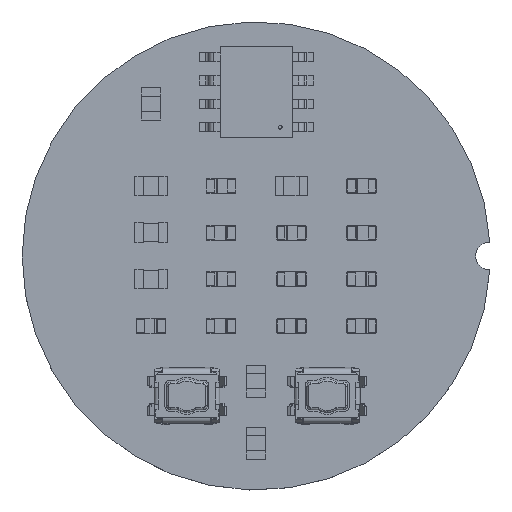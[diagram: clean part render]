
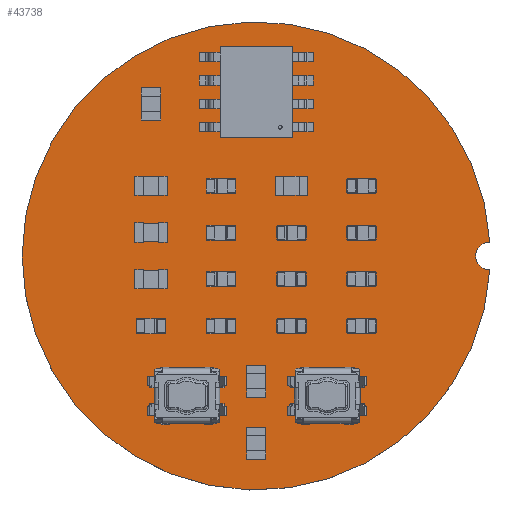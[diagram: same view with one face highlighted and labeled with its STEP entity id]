
A CAD part, top view. The second image highlights one B-rep face of the part: STEP entity #43738.
In plain terms, the highlighted planar face has unit normal (0, 0, 1).
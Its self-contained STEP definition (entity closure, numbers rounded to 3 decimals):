
#43558 = VERTEX_POINT('',#43559);
#43559 = CARTESIAN_POINT('',(12.694,0.75,1.6));
#43566 = CYLINDRICAL_SURFACE('',#43567,0.75);
#43567 = AXIS2_PLACEMENT_3D('',#43568,#43569,#43570);
#43568 = CARTESIAN_POINT('',(12.672,-0.,0.));
#43569 = DIRECTION('',(-0.,-0.,-1.));
#43570 = DIRECTION('',(1.,0.,-0.));
#43578 = CYLINDRICAL_SURFACE('',#43579,12.705);
#43579 = AXIS2_PLACEMENT_3D('',#43580,#43581,#43582);
#43580 = CARTESIAN_POINT('',(0.011,-0.,0.));
#43581 = DIRECTION('',(-0.,-0.,-1.));
#43582 = DIRECTION('',(1.,0.,-0.));
#43590 = EDGE_CURVE('',#43558,#43591,#43593,.T.);
#43591 = VERTEX_POINT('',#43592);
#43592 = CARTESIAN_POINT('',(12.694,-0.75,1.6));
#43593 = SURFACE_CURVE('',#43594,(#43599,#43606),.PCURVE_S1.);
#43594 = CIRCLE('',#43595,0.75);
#43595 = AXIS2_PLACEMENT_3D('',#43596,#43597,#43598);
#43596 = CARTESIAN_POINT('',(12.672,0.,1.6));
#43597 = DIRECTION('',(0.,0.,1.));
#43598 = DIRECTION('',(1.,0.,-0.));
#43599 = PCURVE('',#43566,#43600);
#43600 = DEFINITIONAL_REPRESENTATION('',(#43601),#43605);
#43601 = LINE('',#43602,#43603);
#43602 = CARTESIAN_POINT('',(-0.,-1.6));
#43603 = VECTOR('',#43604,1.);
#43604 = DIRECTION('',(-1.,0.));
#43605 = ( GEOMETRIC_REPRESENTATION_CONTEXT(2) 
PARAMETRIC_REPRESENTATION_CONTEXT() REPRESENTATION_CONTEXT('2D SPACE',''
  ) );
#43606 = PCURVE('',#43607,#43612);
#43607 = PLANE('',#43608);
#43608 = AXIS2_PLACEMENT_3D('',#43609,#43610,#43611);
#43609 = CARTESIAN_POINT('',(0.28,0.,1.6));
#43610 = DIRECTION('',(-0.,-0.,-1.));
#43611 = DIRECTION('',(-1.,0.,0.));
#43612 = DEFINITIONAL_REPRESENTATION('',(#43613),#43621);
#43613 = ( BOUNDED_CURVE() B_SPLINE_CURVE(2,(#43614,#43615,#43616,#43617
    ,#43618,#43619,#43620),.UNSPECIFIED.,.T.,.F.) 
B_SPLINE_CURVE_WITH_KNOTS((1,2,2,2,2,1),(-2.094,0.,
    2.094,4.189,6.283,8.378),
.UNSPECIFIED.) CURVE() GEOMETRIC_REPRESENTATION_ITEM() 
RATIONAL_B_SPLINE_CURVE((1.,0.5,1.,0.5,1.,0.5,1.)) REPRESENTATION_ITEM(
  '') );
#43614 = CARTESIAN_POINT('',(-13.142,0.));
#43615 = CARTESIAN_POINT('',(-13.142,1.3));
#43616 = CARTESIAN_POINT('',(-12.017,0.65));
#43617 = CARTESIAN_POINT('',(-10.891,0.));
#43618 = CARTESIAN_POINT('',(-12.017,-0.65));
#43619 = CARTESIAN_POINT('',(-13.142,-1.3));
#43620 = CARTESIAN_POINT('',(-13.142,0.));
#43621 = ( GEOMETRIC_REPRESENTATION_CONTEXT(2) 
PARAMETRIC_REPRESENTATION_CONTEXT() REPRESENTATION_CONTEXT('2D SPACE',''
  ) );
#43681 = EDGE_CURVE('',#43558,#43591,#43682,.T.);
#43682 = SURFACE_CURVE('',#43683,(#43688,#43695),.PCURVE_S1.);
#43683 = CIRCLE('',#43684,12.705);
#43684 = AXIS2_PLACEMENT_3D('',#43685,#43686,#43687);
#43685 = CARTESIAN_POINT('',(0.011,0.,1.6));
#43686 = DIRECTION('',(0.,0.,1.));
#43687 = DIRECTION('',(1.,0.,-0.));
#43688 = PCURVE('',#43578,#43689);
#43689 = DEFINITIONAL_REPRESENTATION('',(#43690),#43694);
#43690 = LINE('',#43691,#43692);
#43691 = CARTESIAN_POINT('',(-0.,-1.6));
#43692 = VECTOR('',#43693,1.);
#43693 = DIRECTION('',(-1.,0.));
#43694 = ( GEOMETRIC_REPRESENTATION_CONTEXT(2) 
PARAMETRIC_REPRESENTATION_CONTEXT() REPRESENTATION_CONTEXT('2D SPACE',''
  ) );
#43695 = PCURVE('',#43607,#43696);
#43696 = DEFINITIONAL_REPRESENTATION('',(#43697),#43705);
#43697 = ( BOUNDED_CURVE() B_SPLINE_CURVE(2,(#43698,#43699,#43700,#43701
    ,#43702,#43703,#43704),.UNSPECIFIED.,.T.,.F.) 
B_SPLINE_CURVE_WITH_KNOTS((1,2,2,2,2,1),(-2.094,0.,
    2.094,4.189,6.283,8.378),
.UNSPECIFIED.) CURVE() GEOMETRIC_REPRESENTATION_ITEM() 
RATIONAL_B_SPLINE_CURVE((1.,0.5,1.,0.5,1.,0.5,1.)) REPRESENTATION_ITEM(
  '') );
#43698 = CARTESIAN_POINT('',(-12.436,0.));
#43699 = CARTESIAN_POINT('',(-12.436,22.006));
#43700 = CARTESIAN_POINT('',(6.621,11.003));
#43701 = CARTESIAN_POINT('',(25.679,0.));
#43702 = CARTESIAN_POINT('',(6.621,-11.003));
#43703 = CARTESIAN_POINT('',(-12.436,-22.006));
#43704 = CARTESIAN_POINT('',(-12.436,0.));
#43705 = ( GEOMETRIC_REPRESENTATION_CONTEXT(2) 
PARAMETRIC_REPRESENTATION_CONTEXT() REPRESENTATION_CONTEXT('2D SPACE',''
  ) );
#43738 = ADVANCED_FACE('',(#43739),#43607,.F.);
#43739 = FACE_BOUND('',#43740,.F.);
#43740 = EDGE_LOOP('',(#43741,#43742));
#43741 = ORIENTED_EDGE('',*,*,#43590,.T.);
#43742 = ORIENTED_EDGE('',*,*,#43681,.F.);
